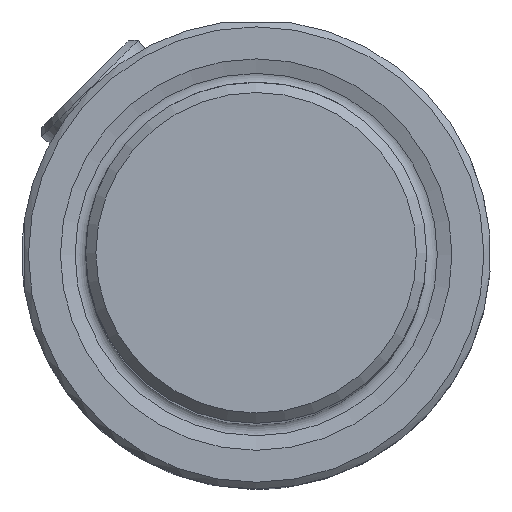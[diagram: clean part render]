
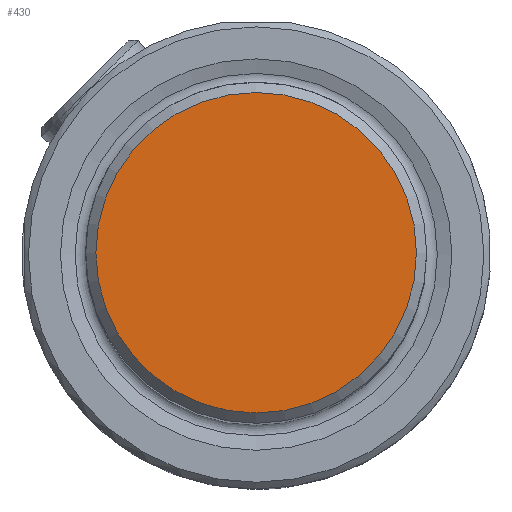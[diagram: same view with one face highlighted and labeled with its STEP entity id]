
A CAD part, top view. The second image highlights one B-rep face of the part: STEP entity #430.
In plain terms, the highlighted planar face has unit normal (0, 0, 1).
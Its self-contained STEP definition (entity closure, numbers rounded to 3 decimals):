
#430=ADVANCED_FACE('',(#830),#703,.T.);
#703=PLANE('',#5114);
#830=FACE_OUTER_BOUND('',#1076,.T.);
#1076=EDGE_LOOP('',(#1811));
#1401=CIRCLE('',#5113,11.937);
#1811=ORIENTED_EDGE('',*,*,#3733,.T.);
#3228=VERTEX_POINT('',#7415);
#3733=EDGE_CURVE('',#3228,#3228,#1401,.T.);
#5113=AXIS2_PLACEMENT_3D('',#7414,#5785,#5786);
#5114=AXIS2_PLACEMENT_3D('',#7416,#5787,#5788);
#5785=DIRECTION('',(0.,0.,1.));
#5786=DIRECTION('',(0.,-1.,0.));
#5787=DIRECTION('',(0.,0.,1.));
#5788=DIRECTION('',(0.,1.,0.));
#7414=CARTESIAN_POINT('',(0.,0.,76.7));
#7415=CARTESIAN_POINT('',(0.,-11.937,76.7));
#7416=CARTESIAN_POINT('',(0.,0.,76.7));
